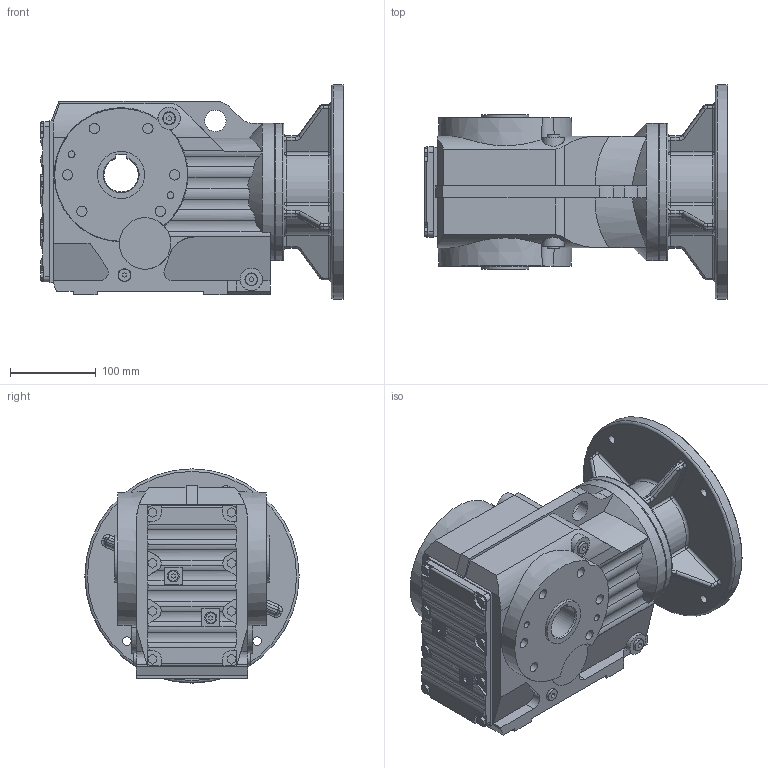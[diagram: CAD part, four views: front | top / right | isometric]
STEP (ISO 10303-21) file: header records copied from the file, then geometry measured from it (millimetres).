
FILE_DESCRIPTION(('STEP AP203'), '1');
FILE_NAME('凎劌膷闉 岍67 AM112', '', ('UNSPECIFIED'), ('UNSPECIFIED'), 'ASCON STEP Converter 1.3', 'ASCON Math Kernel', '');
FILE_SCHEMA(('CONFIG_CONTROL_DESIGN'));
Length unit declared in the file: millimetre
Products named in the file (23): Verschlussbohrungen B-Seite; Verschlussbohrungen B-Seite_1; Verschlussbohrungen B-Seite_2; Verschlussbohrungen B-Seite_3; Verschlussbohrungen B-Seite_4; Verschlussbohrungen B-Seite_5; Verschlussbohrungen B-Seite_6; Verschlussbohrungen B-Seite_7; Verschlussbohrungen B-Seite_8; Verschlussbohrungen B-Seite_9; Verschlussbohrungen B-Seite_10
Assembly tree (34 placements, depth 5):
  (unnamed)
    Verschlussbohrungen B-Seite
    Verschlussbohrungen B-Seite_1
    Verschlussbohrungen B-Seite_2
    Verschlussbohrungen B-Seite_3
    Verschlussbohrungen B-Seite_4
    Verschlussbohrungen B-Seite_5
    Verschlussbohrungen B-Seite_6
    Verschlussbohrungen B-Seite_7
    Verschlussbohrungen B-Seite_8
    Verschlussbohrungen B-Seite_9
    Verschlussbohrungen B-Seite_10
    (unnamed)
      (unnamed)
      (unnamed)
        (unnamed)  x2
          (unnamed)
          (unnamed)
          (unnamed)
          (unnamed)
          (unnamed)
      (unnamed)  x2
      (unnamed)
Bounding box: 354.5 x 250 x 250 mm (x, y, z)
Volume: 8701479.4 mm3; surface area: 701344.6 mm2
Topology: 44 solids, 44 shells, 806 faces, 1886 edges, 1184 vertices
Faces by surface type: plane 397, cylinder 271, torus 57, cone 43, sphere 22, bspline 16
Full cylindrical faces by diameter (mm): 3.15 x1, 8 x4, 9 x4, 10.25 x4, 12 x18, 14 x8, 15 x6, 16.8 x1, 18 x2, 25 x2, 26 x3, 36 x1, 45 x4, 53 x4, 55 x3, 55.8 x4, 62 x1, 65.5 x1, 70.1 x2, 74.2 x4, 75 x1, 77 x2, 79 x4, 84.5 x1, 84.8 x2, 85 x5, 86 x1, 88.5 x1, 110 x1, 112 x1
Entity records: 33181 total; most frequent: CARTESIAN_POINT 8811, DIRECTION 3530, ORIENTED_EDGE 3246, EDGE_CURVE 1623, AXIS2_PLACEMENT_3D 1299, VERTEX_POINT 1108, EDGE_LOOP 991, LINE 932
